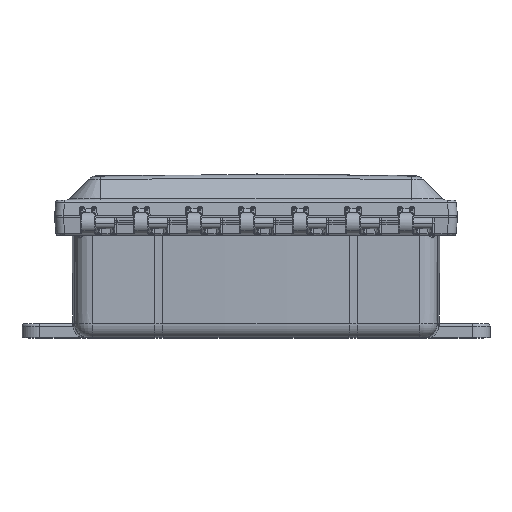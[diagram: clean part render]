
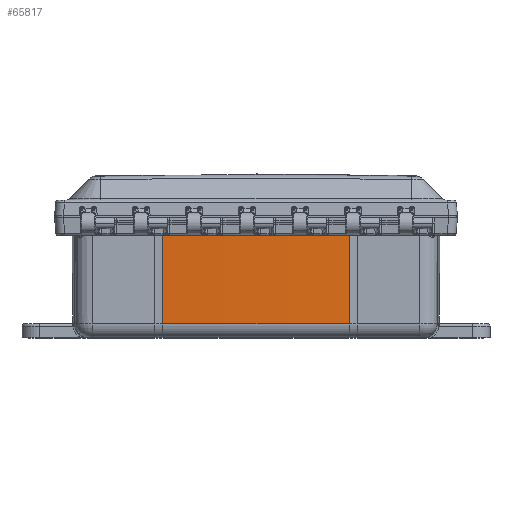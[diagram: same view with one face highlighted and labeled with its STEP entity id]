
A CAD part, top view. The second image highlights one B-rep face of the part: STEP entity #65817.
In plain terms, the highlighted conical face has half-angle 0.25 degrees and reference radius 1537.32 mm.
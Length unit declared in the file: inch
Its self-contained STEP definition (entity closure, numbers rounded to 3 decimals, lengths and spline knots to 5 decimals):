
#3827 = LINE ( 'NONE', #68908, #123884 ) ;
#5899 = AXIS2_PLACEMENT_3D ( 'NONE', #64382, #67494, #115500 ) ;
#18023 = CARTESIAN_POINT ( 'NONE',  ( -9.10385, 3.32798, 7.0252 ) ) ;
#30412 = DIRECTION ( 'NONE',  ( 0., -1., 0. ) ) ;
#34874 = AXIS2_PLACEMENT_3D ( 'NONE', #176531, #30412, #113555 ) ;
#39457 = ORIENTED_EDGE ( 'NONE', *, *, #171592, .F. ) ;
#60000 = CIRCLE ( 'NONE', #179198, 60.53036 ) ;
#63213 = CARTESIAN_POINT ( 'NONE',  ( -3.81888, 3.32798, 7.0252 ) ) ;
#64382 = CARTESIAN_POINT ( 'NONE',  ( -6.46136, 4.72647, -53.43523 ) ) ;
#65817 = ADVANCED_FACE ( 'NONE', ( #195570 ), #183010, .T. ) ;
#67494 = DIRECTION ( 'NONE',  ( 0., 1., 0. ) ) ;
#68908 = CARTESIAN_POINT ( 'NONE',  ( -9.10438, 6.12496, 7.0374 ) ) ;
#87558 = DIRECTION ( 'NONE',  ( 0.044, 0., 0.999 ) ) ;
#91627 = VERTEX_POINT ( 'NONE', #140615 ) ;
#94061 = CARTESIAN_POINT ( 'NONE',  ( -3.81834, 6.12496, 7.0374 ) ) ;
#101526 = VECTOR ( 'NONE', #194288, 39.37008 ) ;
#112092 = ORIENTED_EDGE ( 'NONE', *, *, #186380, .T. ) ;
#113555 = DIRECTION ( 'NONE',  ( 0.044, 0., 0.999 ) ) ;
#114799 = DIRECTION ( 'NONE',  ( 0., -1., -0.004 ) ) ;
#115500 = DIRECTION ( 'NONE',  ( 1., 0., 0. ) ) ;
#117425 = DIRECTION ( 'NONE',  ( 0., -1., 0. ) ) ;
#123884 = VECTOR ( 'NONE', #114799, 39.37008 ) ;
#125892 = ORIENTED_EDGE ( 'NONE', *, *, #208044, .F. ) ;
#140615 = CARTESIAN_POINT ( 'NONE',  ( -3.81834, 6.12496, 7.0374 ) ) ;
#154830 = EDGE_LOOP ( 'NONE', ( #125892, #39457, #196563, #112092 ) ) ;
#164274 = EDGE_CURVE ( 'NONE', #91627, #164306, #60000, .T. ) ;
#164306 = VERTEX_POINT ( 'NONE', #168595 ) ;
#168595 = CARTESIAN_POINT ( 'NONE',  ( -9.10438, 6.12496, 7.0374 ) ) ;
#171592 = EDGE_CURVE ( 'NONE', #91627, #191638, #178260, .T. ) ;
#176531 = CARTESIAN_POINT ( 'NONE',  ( -6.46136, 3.32798, -53.43523 ) ) ;
#178260 = LINE ( 'NONE', #94061, #101526 ) ;
#179198 = AXIS2_PLACEMENT_3D ( 'NONE', #185678, #117425, #87558 ) ;
#183010 = CONICAL_SURFACE ( 'NONE', #5899, 60.52425, 0.004 ) ;
#185678 = CARTESIAN_POINT ( 'NONE',  ( -6.46136, 6.12496, -53.43523 ) ) ;
#186380 = EDGE_CURVE ( 'NONE', #164306, #207465, #3827, .T. ) ;
#191638 = VERTEX_POINT ( 'NONE', #63213 ) ;
#194288 = DIRECTION ( 'NONE',  ( 0., -1., -0.004 ) ) ;
#195570 = FACE_OUTER_BOUND ( 'NONE', #154830, .T. ) ;
#196563 = ORIENTED_EDGE ( 'NONE', *, *, #164274, .T. ) ;
#205152 = CIRCLE ( 'NONE', #34874, 60.51815 ) ;
#207465 = VERTEX_POINT ( 'NONE', #18023 ) ;
#208044 = EDGE_CURVE ( 'NONE', #191638, #207465, #205152, .T. ) ;
